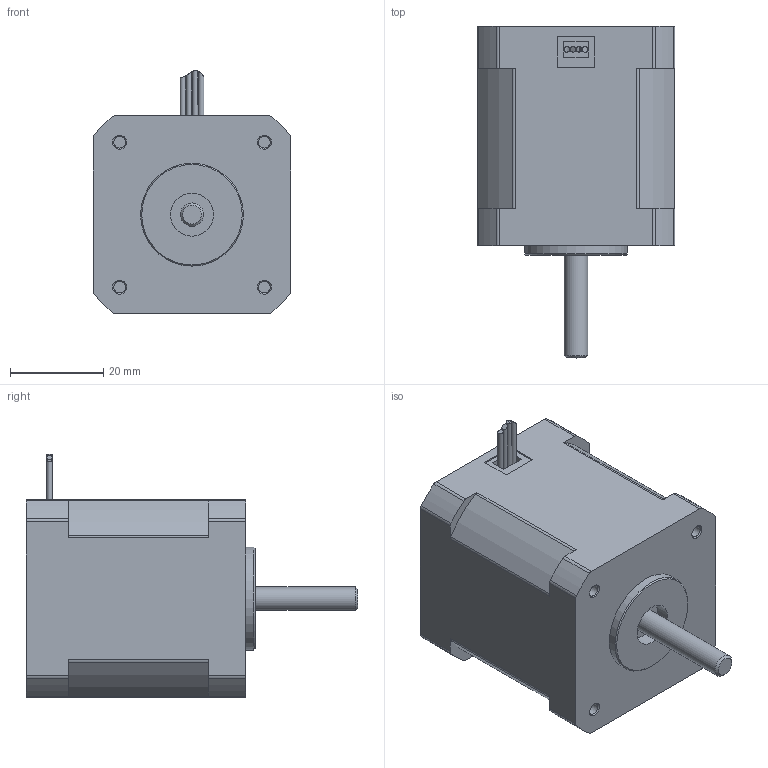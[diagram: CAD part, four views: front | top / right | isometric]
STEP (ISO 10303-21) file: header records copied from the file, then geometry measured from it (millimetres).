
FILE_DESCRIPTION(/* description */ ('Alibre Inc.'),/* implementation_level */ '2;1');
FILE_NAME(/* name */ 'export-2F112795-796A-43F5-8EC1-2E169C4C92D1',/* time_stamp */ '2023-06-01T14:11:05+02:00',/* author */ (''),/* organization */ (''),/* preprocessor_version */ 'ST-DEVELOPER v17',/* originating_system */ 'Alibre',/* authorisation */ '');
FILE_SCHEMA (('AUTOMOTIVE_DESIGN'));
Length unit declared in the file: millimetre
Bounding box: 42.3 x 71 x 52 mm (x, y, z)
Volume: 81080.5 mm3; surface area: 12024.6 mm2
Topology: 1 solids, 1 shells, 92 faces, 225 edges, 149 vertices
Faces by surface type: cylinder 48, plane 33, cone 6, bspline 5
Full cylindrical faces by diameter (mm): 1.2 x4, 2.5 x4, 5 x1, 9.2 x2, 22 x1
Entity records: 2783 total; most frequent: CARTESIAN_POINT 714, ORIENTED_EDGE 406, DIRECTION 375, EDGE_CURVE 203, AXIS2_PLACEMENT_3D 153, VERTEX_POINT 145, EDGE_LOOP 124, FACE_BOUND 124
